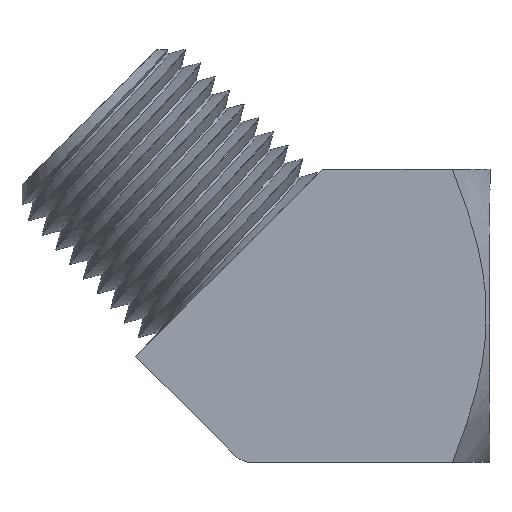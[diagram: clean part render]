
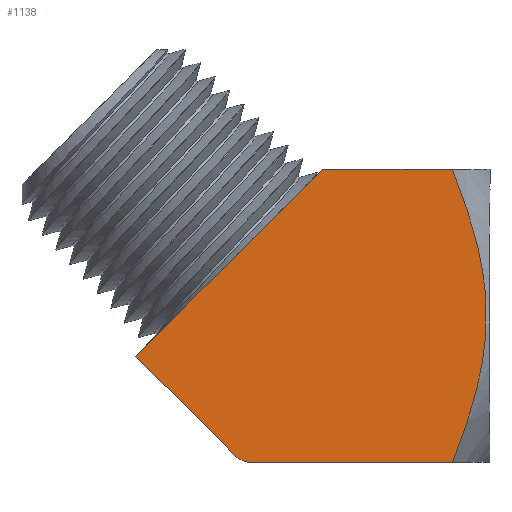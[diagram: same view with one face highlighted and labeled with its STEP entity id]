
A CAD part, front view. The second image highlights one B-rep face of the part: STEP entity #1138.
In plain terms, the highlighted face is planar.
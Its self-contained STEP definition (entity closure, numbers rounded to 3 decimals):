
#171=(
BOUNDED_CURVE()
B_SPLINE_CURVE(2,(#4927,#4928,#4929,#4930),.UNSPECIFIED.,.F.,.F.)
B_SPLINE_CURVE_WITH_KNOTS((3,1,3),(82.227,124.82,209.734),
 .UNSPECIFIED.)
CURVE()
GEOMETRIC_REPRESENTATION_ITEM()
RATIONAL_B_SPLINE_CURVE((5.457,6.158,6.855,
5.457))
REPRESENTATION_ITEM('')
);
#177=PLANE('',#1220);
#226=FACE_OUTER_BOUND('',#291,.T.);
#291=EDGE_LOOP('',(#923,#924,#925,#926,#927,#928));
#318=LINE('',#1487,#373);
#365=LINE('',#4932,#420);
#366=LINE('',#4934,#421);
#367=LINE('',#4935,#422);
#373=VECTOR('',#1258,1000.);
#420=VECTOR('',#1415,1000.);
#421=VECTOR('',#1416,1000.);
#422=VECTOR('',#1417,1000.);
#426=CIRCLE('',#1164,1.5);
#448=VERTEX_POINT('',#1470);
#449=VERTEX_POINT('',#1472);
#452=VERTEX_POINT('',#1482);
#552=VERTEX_POINT('',#4926);
#553=VERTEX_POINT('',#4931);
#554=VERTEX_POINT('',#4933);
#564=EDGE_CURVE('',#448,#449,#426,.T.);
#569=EDGE_CURVE('',#448,#452,#318,.T.);
#708=EDGE_CURVE('',#452,#552,#171,.T.);
#709=EDGE_CURVE('',#553,#552,#365,.T.);
#710=EDGE_CURVE('',#553,#554,#366,.T.);
#711=EDGE_CURVE('',#554,#449,#367,.T.);
#923=ORIENTED_EDGE('',*,*,#564,.F.);
#924=ORIENTED_EDGE('',*,*,#569,.T.);
#925=ORIENTED_EDGE('',*,*,#708,.T.);
#926=ORIENTED_EDGE('',*,*,#709,.F.);
#927=ORIENTED_EDGE('',*,*,#710,.T.);
#928=ORIENTED_EDGE('',*,*,#711,.T.);
#1138=ADVANCED_FACE('',(#226),#177,.T.);
#1164=AXIS2_PLACEMENT_3D('',#1473,#1252,#1253);
#1220=AXIS2_PLACEMENT_3D('',#4925,#1413,#1414);
#1252=DIRECTION('center_axis',(1.,0.,0.));
#1253=DIRECTION('ref_axis',(0.,-0.924,-0.383));
#1258=DIRECTION('',(0.,0.,1.));
#1413=DIRECTION('center_axis',(-1.,0.,0.));
#1414=DIRECTION('ref_axis',(0.,0.707,0.707));
#1415=DIRECTION('',(0.,0.,1.));
#1416=DIRECTION('',(0.,-0.707,-0.707));
#1417=DIRECTION('',(0.,-0.707,0.707));
#1470=CARTESIAN_POINT('',(-10.769,-10.319,-16.87));
#1472=CARTESIAN_POINT('',(-10.769,-9.879,-17.93));
#1473=CARTESIAN_POINT('Origin',(-10.769,-8.819,-16.87));
#1482=CARTESIAN_POINT('',(-10.769,-10.319,-2.653));
#1487=CARTESIAN_POINT('',(-10.769,-10.319,-42.242));
#4925=CARTESIAN_POINT('Origin',(-10.769,10.319,-42.242));
#4926=CARTESIAN_POINT('',(-10.769,10.319,-2.653));
#4927=CARTESIAN_POINT('Ctrl Pts',(-10.769,-10.319,-2.653));
#4928=CARTESIAN_POINT('Ctrl Pts',(-10.769,-6.089,-0.964));
#4929=CARTESIAN_POINT('Ctrl Pts',(-10.769,2.744,0.373));
#4930=CARTESIAN_POINT('Ctrl Pts',(-10.769,10.319,-2.653));
#4931=CARTESIAN_POINT('',(-10.769,10.319,-11.808));
#4932=CARTESIAN_POINT('',(-10.769,10.319,-42.242));
#4933=CARTESIAN_POINT('',(-10.769,-2.842,-24.968));
#4934=CARTESIAN_POINT('',(-10.769,3.951,-18.175));
#4935=CARTESIAN_POINT('',(-10.769,-2.842,-24.968));
